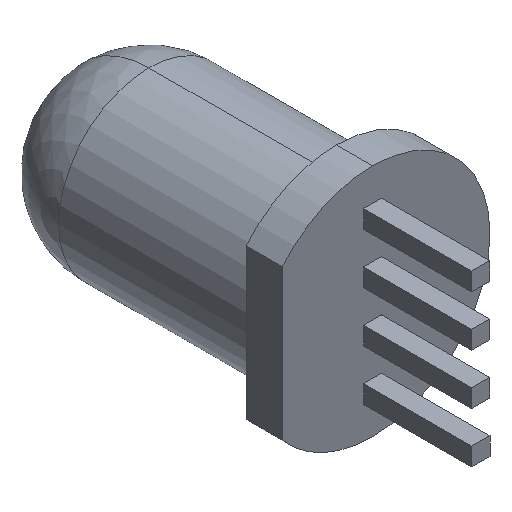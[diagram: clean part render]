
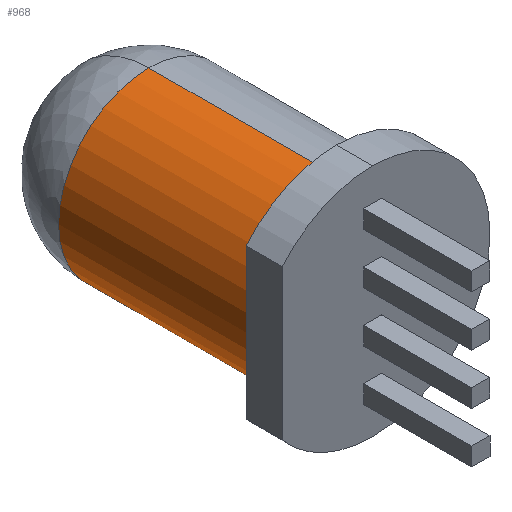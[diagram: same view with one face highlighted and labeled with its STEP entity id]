
A CAD part, isometric view. The second image highlights one B-rep face of the part: STEP entity #968.
In plain terms, the highlighted cylindrical face has radius 2.5 mm (diameter 5 mm), a partial arc.
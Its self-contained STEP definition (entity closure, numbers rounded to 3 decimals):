
#7 = CIRCLE ( 'NONE', #988, 2.5 ) ;
#17 = CARTESIAN_POINT ( 'NONE',  ( 0., 1., -2.5 ) ) ;
#21 = EDGE_CURVE ( 'NONE', #835, #324, #1011, .T. ) ;
#29 = DIRECTION ( 'NONE',  ( 0., 0., -1. ) ) ;
#56 = VERTEX_POINT ( 'NONE', #63 ) ;
#63 = CARTESIAN_POINT ( 'NONE',  ( 0., 1., 2.5 ) ) ;
#128 = AXIS2_PLACEMENT_3D ( 'NONE', #906, #502, #29 ) ;
#151 = CARTESIAN_POINT ( 'NONE',  ( -2.5, 1., 0. ) ) ;
#157 = CARTESIAN_POINT ( 'NONE',  ( 0., -2.603, 2.5 ) ) ;
#167 = EDGE_LOOP ( 'NONE', ( #984, #946, #495, #956, #851 ) ) ;
#215 = DIRECTION ( 'NONE',  ( 0., -1., 0. ) ) ;
#231 = CIRCLE ( 'NONE', #128, 2.5 ) ;
#234 = EDGE_CURVE ( 'NONE', #835, #56, #269, .T. ) ;
#252 = VERTEX_POINT ( 'NONE', #151 ) ;
#264 = CARTESIAN_POINT ( 'NONE',  ( 0., 6.2, -2.5 ) ) ;
#269 = LINE ( 'NONE', #157, #483 ) ;
#296 = CARTESIAN_POINT ( 'NONE',  ( 0., 6.2, 2.5 ) ) ;
#324 = VERTEX_POINT ( 'NONE', #264 ) ;
#363 = DIRECTION ( 'NONE',  ( 0., -1., 0. ) ) ;
#483 = VECTOR ( 'NONE', #867, 1000. ) ;
#495 = ORIENTED_EDGE ( 'NONE', *, *, #1031, .T. ) ;
#502 = DIRECTION ( 'NONE',  ( 0., -1., 0. ) ) ;
#531 = CARTESIAN_POINT ( 'NONE',  ( 0., -2.603, -2.5 ) ) ;
#595 = CYLINDRICAL_SURFACE ( 'NONE', #606, 2.5 ) ;
#606 = AXIS2_PLACEMENT_3D ( 'NONE', #611, #700, #1020 ) ;
#607 = VECTOR ( 'NONE', #948, 1000. ) ;
#611 = CARTESIAN_POINT ( 'NONE',  ( 0., -2.603, 0. ) ) ;
#689 = CARTESIAN_POINT ( 'NONE',  ( 0., 6.2, 0. ) ) ;
#695 = CARTESIAN_POINT ( 'NONE',  ( 0., 1., 0. ) ) ;
#700 = DIRECTION ( 'NONE',  ( 0., -1., 0. ) ) ;
#773 = VERTEX_POINT ( 'NONE', #17 ) ;
#823 = EDGE_CURVE ( 'NONE', #252, #773, #231, .T. ) ;
#830 = AXIS2_PLACEMENT_3D ( 'NONE', #689, #363, #924 ) ;
#835 = VERTEX_POINT ( 'NONE', #296 ) ;
#845 = LINE ( 'NONE', #531, #607 ) ;
#851 = ORIENTED_EDGE ( 'NONE', *, *, #978, .F. ) ;
#867 = DIRECTION ( 'NONE',  ( 0., -1., 0. ) ) ;
#886 = FACE_OUTER_BOUND ( 'NONE', #167, .T. ) ;
#906 = CARTESIAN_POINT ( 'NONE',  ( 0., 1., 0. ) ) ;
#924 = DIRECTION ( 'NONE',  ( 0., 0., -1. ) ) ;
#938 = DIRECTION ( 'NONE',  ( 0., 0., -1. ) ) ;
#946 = ORIENTED_EDGE ( 'NONE', *, *, #21, .T. ) ;
#948 = DIRECTION ( 'NONE',  ( 0., -1., 0. ) ) ;
#956 = ORIENTED_EDGE ( 'NONE', *, *, #823, .F. ) ;
#968 = ADVANCED_FACE ( 'NONE', ( #886 ), #595, .T. ) ;
#978 = EDGE_CURVE ( 'NONE', #56, #252, #7, .T. ) ;
#984 = ORIENTED_EDGE ( 'NONE', *, *, #234, .F. ) ;
#988 = AXIS2_PLACEMENT_3D ( 'NONE', #695, #215, #938 ) ;
#1011 = CIRCLE ( 'NONE', #830, 2.5 ) ;
#1020 = DIRECTION ( 'NONE',  ( 0., 0., -1. ) ) ;
#1031 = EDGE_CURVE ( 'NONE', #324, #773, #845, .T. ) ;
